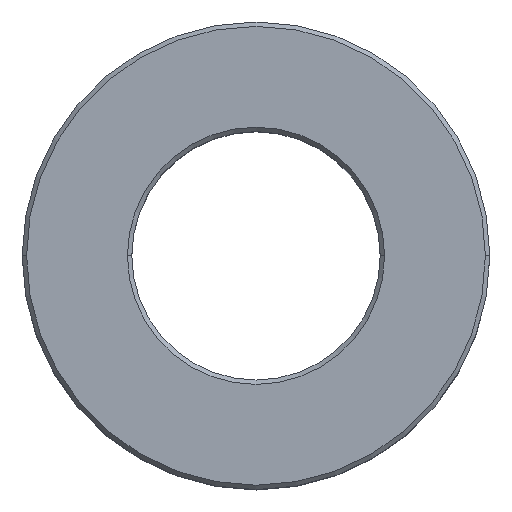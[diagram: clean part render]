
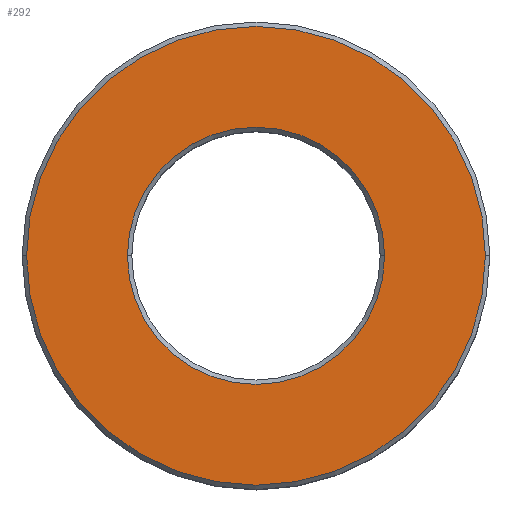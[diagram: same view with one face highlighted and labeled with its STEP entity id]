
A CAD part, top view. The second image highlights one B-rep face of the part: STEP entity #292.
In plain terms, the highlighted planar face has unit normal (0, 0, 1).
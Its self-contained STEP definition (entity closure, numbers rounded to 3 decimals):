
#226=EDGE_CURVE('',#414,#424,#592,.T.);
#292=ADVANCED_FACE('',(#665,#666),#667,.T.);
#294=VERTEX_POINT('',#669);
#336=VERTEX_POINT('',#719);
#414=VERTEX_POINT('',#807);
#424=VERTEX_POINT('',#820);
#514=EDGE_CURVE('',#424,#414,#921,.T.);
#522=EDGE_CURVE('',#294,#336,#930,.T.);
#536=EDGE_CURVE('',#336,#294,#946,.T.);
#592=CIRCLE('',#1005,8.8);
#665=FACE_OUTER_BOUND('',#1104,.T.);
#666=FACE_BOUND('',#1105,.T.);
#667=PLANE('',#1106);
#669=CARTESIAN_POINT('',(-15.7,0.,17.0));
#719=CARTESIAN_POINT('',(15.7,0.,17.0));
#807=CARTESIAN_POINT('',(8.8,0.0,17.0));
#820=CARTESIAN_POINT('',(-8.8,0.,17.0));
#921=CIRCLE('',#1430,8.8);
#930=CIRCLE('',#1442,15.7);
#946=CIRCLE('',#1463,15.7);
#1005=AXIS2_PLACEMENT_3D('',#1512,#1513,#1514);
#1104=EDGE_LOOP('',(#1615,#1616));
#1105=EDGE_LOOP('',(#1617,#1618));
#1106=AXIS2_PLACEMENT_3D('',#1619,#1620,#1621);
#1430=AXIS2_PLACEMENT_3D('',#1927,#1928,#1929);
#1442=AXIS2_PLACEMENT_3D('',#1939,#1940,#1941);
#1463=AXIS2_PLACEMENT_3D('',#1965,#1966,#1967);
#1512=CARTESIAN_POINT('',(0.0,0.0,17.0));
#1513=DIRECTION('',(0.0,0.,-1.0));
#1514=DIRECTION('',(1.0,0.0,0.0));
#1615=ORIENTED_EDGE('',*,*,#536,.F.);
#1616=ORIENTED_EDGE('',*,*,#522,.F.);
#1617=ORIENTED_EDGE('',*,*,#226,.T.);
#1618=ORIENTED_EDGE('',*,*,#514,.T.);
#1619=CARTESIAN_POINT('',(12.25,0.,17.0));
#1620=DIRECTION('',(0.,0.,1.0));
#1621=DIRECTION('',(-1.0,0.,0.));
#1927=CARTESIAN_POINT('',(0.0,0.0,17.0));
#1928=DIRECTION('',(0.0,0.,-1.0));
#1929=DIRECTION('',(1.0,0.0,0.0));
#1939=CARTESIAN_POINT('',(0.0,0.,17.0));
#1940=DIRECTION('',(0.0,0.,-1.0));
#1941=DIRECTION('',(1.0,0.0,0.0));
#1965=CARTESIAN_POINT('',(0.0,0.,17.0));
#1966=DIRECTION('',(0.0,0.,-1.0));
#1967=DIRECTION('',(1.0,0.0,0.0));
